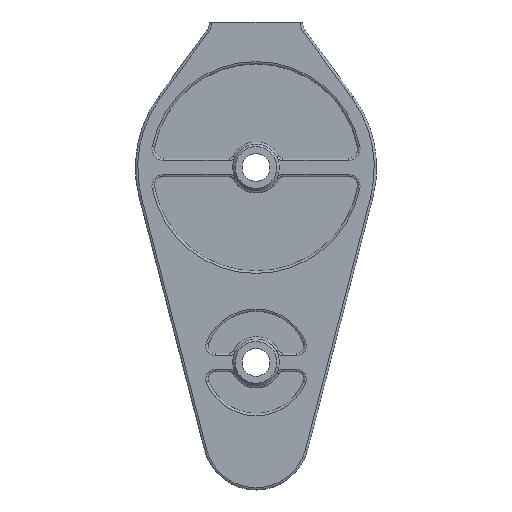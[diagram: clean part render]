
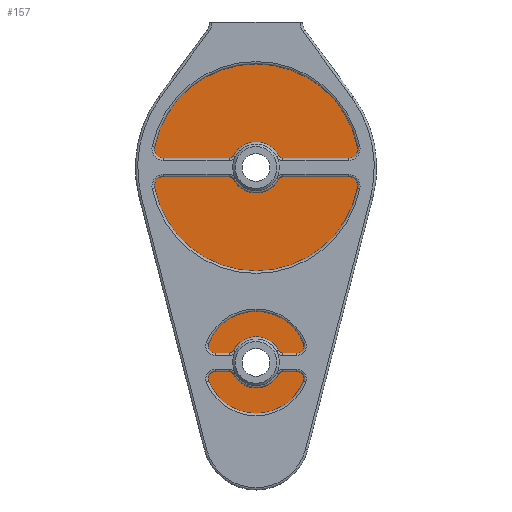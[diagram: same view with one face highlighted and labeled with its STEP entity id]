
A CAD part, front view. The second image highlights one B-rep face of the part: STEP entity #157.
In plain terms, the highlighted planar face has unit normal (0, -1, 0).
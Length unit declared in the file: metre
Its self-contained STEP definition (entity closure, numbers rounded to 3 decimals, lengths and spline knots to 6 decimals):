
#157 = ADVANCED_FACE( '', ( #380, #381, #382, #383 ), #384, .F. );
#380 = FACE_BOUND( '', #674, .T. );
#381 = FACE_BOUND( '', #675, .T. );
#382 = FACE_BOUND( '', #676, .T. );
#383 = FACE_OUTER_BOUND( '', #677, .T. );
#384 = PLANE( '', #678 );
#674 = EDGE_LOOP( '', ( #1123 ) );
#675 = EDGE_LOOP( '', ( #1124 ) );
#676 = EDGE_LOOP( '', ( #1125 ) );
#677 = EDGE_LOOP( '', ( #1126, #1127, #1128, #1129, #1130, #1131, #1132, #1133, #1134, #1135, #1136, #1137 ) );
#678 = AXIS2_PLACEMENT_3D( '', #1138, #1139, #1140 );
#1123 = ORIENTED_EDGE( '', *, *, #1784, .T. );
#1124 = ORIENTED_EDGE( '', *, *, #1785, .T. );
#1125 = ORIENTED_EDGE( '', *, *, #1786, .T. );
#1126 = ORIENTED_EDGE( '', *, *, #1752, .T. );
#1127 = ORIENTED_EDGE( '', *, *, #1756, .T. );
#1128 = ORIENTED_EDGE( '', *, *, #1661, .F. );
#1129 = ORIENTED_EDGE( '', *, *, #1787, .T. );
#1130 = ORIENTED_EDGE( '', *, *, #1788, .F. );
#1131 = ORIENTED_EDGE( '', *, *, #1684, .T. );
#1132 = ORIENTED_EDGE( '', *, *, #1789, .T. );
#1133 = ORIENTED_EDGE( '', *, *, #1790, .T. );
#1134 = ORIENTED_EDGE( '', *, *, #1791, .T. );
#1135 = ORIENTED_EDGE( '', *, *, #1747, .T. );
#1136 = ORIENTED_EDGE( '', *, *, #1792, .T. );
#1137 = ORIENTED_EDGE( '', *, *, #1690, .T. );
#1138 = CARTESIAN_POINT( '', ( 0., 0.00762, -0.049711 ) );
#1139 = DIRECTION( '', ( 0., 1., 0. ) );
#1140 = DIRECTION( '', ( 1., 0., 0. ) );
#1661 = EDGE_CURVE( '', #1981, #1982, #1983, .T. );
#1684 = EDGE_CURVE( '', #2022, #2023, #2024, .T. );
#1690 = EDGE_CURVE( '', #2033, #2034, #2035, .F. );
#1747 = EDGE_CURVE( '', #2132, #2133, #2134, .F. );
#1752 = EDGE_CURVE( '', #2034, #2141, #2142, .F. );
#1756 = EDGE_CURVE( '', #2141, #1982, #2147, .T. );
#1784 = EDGE_CURVE( '', #2186, #2186, #2187, .T. );
#1785 = EDGE_CURVE( '', #2188, #2188, #2189, .T. );
#1786 = EDGE_CURVE( '', #2190, #2190, #2191, .T. );
#1787 = EDGE_CURVE( '', #1981, #2192, #2193, .T. );
#1788 = EDGE_CURVE( '', #2022, #2192, #2194, .T. );
#1789 = EDGE_CURVE( '', #2023, #2195, #2196, .F. );
#1790 = EDGE_CURVE( '', #2195, #2197, #2198, .F. );
#1791 = EDGE_CURVE( '', #2197, #2132, #2199, .F. );
#1792 = EDGE_CURVE( '', #2133, #2033, #2200, .T. );
#1981 = VERTEX_POINT( '', #2432 );
#1982 = VERTEX_POINT( '', #2433 );
#1983 = LINE( '', #2434, #2435 );
#2022 = VERTEX_POINT( '', #2496 );
#2023 = VERTEX_POINT( '', #2497 );
#2024 = CIRCLE( '', #2498, 0.00889 );
#2033 = VERTEX_POINT( '', #2516 );
#2034 = VERTEX_POINT( '', #2517 );
#2035 = CIRCLE( '', #2518, 0.06477 );
#2132 = VERTEX_POINT( '', #2627 );
#2133 = VERTEX_POINT( '', #2628 );
#2134 = CIRCLE( '', #2629, 0.02794 );
#2141 = VERTEX_POINT( '', #2636 );
#2142 = LINE( '', #2637, #2638 );
#2147 = CIRCLE( '', #2644, 0.00889 );
#2186 = VERTEX_POINT( '', #2688 );
#2187 = CIRCLE( '', #2689, 0.00254 );
#2188 = VERTEX_POINT( '', #2690 );
#2189 = CIRCLE( '', #2691, 0.009525 );
#2190 = VERTEX_POINT( '', #2692 );
#2191 = CIRCLE( '', #2693, 0.009525 );
#2192 = VERTEX_POINT( '', #2694 );
#2193 = LINE( '', #2695, #2696 );
#2194 = LINE( '', #2697, #2698 );
#2195 = VERTEX_POINT( '', #2699 );
#2196 = LINE( '', #2700, #2701 );
#2197 = VERTEX_POINT( '', #2702 );
#2198 = CIRCLE( '', #2703, 0.06477 );
#2199 = LINE( '', #2704, #2705 );
#2200 = LINE( '', #2706, #2707 );
#2432 = CARTESIAN_POINT( '', ( 0.0254, 0.00762, 0.074567 ) );
#2433 = CARTESIAN_POINT( '', ( 0.0254, 0.00762, 0.075019 ) );
#2434 = CARTESIAN_POINT( '', ( 0.0254, 0.00762, 0.079647 ) );
#2435 = VECTOR( '', #2960, 1. );
#2496 = CARTESIAN_POINT( '', ( -0.0254, 0.00762, 0.075019 ) );
#2497 = CARTESIAN_POINT( '', ( -0.025846, 0.00762, 0.074347 ) );
#2498 = AXIS2_PLACEMENT_3D( '', #3001, #3002, #3003 );
#2516 = CARTESIAN_POINT( '', ( 0.062713, 0.00762, -0.016193 ) );
#2517 = CARTESIAN_POINT( '', ( 0.052264, 0.00762, 0.038257 ) );
#2518 = AXIS2_PLACEMENT_3D( '', #3013, #3014, #3015 );
#2627 = CARTESIAN_POINT( '', ( -0.027053, 0.00762, -0.154305 ) );
#2628 = CARTESIAN_POINT( '', ( 0.027053, 0.00762, -0.154305 ) );
#2629 = AXIS2_PLACEMENT_3D( '', #3142, #3143, #3144 );
#2636 = CARTESIAN_POINT( '', ( 0.025846, 0.00762, 0.074347 ) );
#2637 = CARTESIAN_POINT( '', ( 0.025846, 0.00762, 0.074347 ) );
#2638 = VECTOR( '', #3154, 1. );
#2644 = AXIS2_PLACEMENT_3D( '', #3159, #3160, #3161 );
#2688 = CARTESIAN_POINT( '', ( 0., 0.00762, -0.16002 ) );
#2689 = AXIS2_PLACEMENT_3D( '', #3206, #3207, #3208 );
#2690 = CARTESIAN_POINT( '', ( 0., 0.00762, 0.009525 ) );
#2691 = AXIS2_PLACEMENT_3D( '', #3209, #3210, #3211 );
#2692 = CARTESIAN_POINT( '', ( 0., 0.00762, -0.097155 ) );
#2693 = AXIS2_PLACEMENT_3D( '', #3212, #3213, #3214 );
#2694 = CARTESIAN_POINT( '', ( -0.0254, 0.00762, 0.074567 ) );
#2695 = CARTESIAN_POINT( '', ( -0.0254, 0.00762, 0.074567 ) );
#2696 = VECTOR( '', #3215, 1. );
#2697 = CARTESIAN_POINT( '', ( -0.0254, 0.00762, -0.049711 ) );
#2698 = VECTOR( '', #3216, 1. );
#2699 = CARTESIAN_POINT( '', ( -0.052264, 0.00762, 0.038257 ) );
#2700 = CARTESIAN_POINT( '', ( -0.052264, 0.00762, 0.038257 ) );
#2701 = VECTOR( '', #3217, 1. );
#2702 = CARTESIAN_POINT( '', ( -0.062713, 0.00762, -0.016193 ) );
#2703 = AXIS2_PLACEMENT_3D( '', #3218, #3219, #3220 );
#2704 = CARTESIAN_POINT( '', ( -0.027053, 0.00762, -0.154305 ) );
#2705 = VECTOR( '', #3221, 1. );
#2706 = CARTESIAN_POINT( '', ( 0.05068, 0.00762, -0.062797 ) );
#2707 = VECTOR( '', #3222, 1. );
#2960 = DIRECTION( '', ( 0., 0., 1. ) );
#3001 = CARTESIAN_POINT( '', ( -0.03302, 0.00762, 0.079598 ) );
#3002 = DIRECTION( '', ( 0., 1., 0. ) );
#3003 = DIRECTION( '', ( 0., 0., 1. ) );
#3013 = CARTESIAN_POINT( '', ( 0., 0.00762, 0. ) );
#3014 = DIRECTION( '', ( 0., 1., 0. ) );
#3015 = DIRECTION( '', ( 0., 0., 1. ) );
#3142 = CARTESIAN_POINT( '', ( 0., 0.00762, -0.14732 ) );
#3143 = DIRECTION( '', ( 0., 1., 0. ) );
#3144 = DIRECTION( '', ( 0., 0., 1. ) );
#3154 = DIRECTION( '', ( 0.591, 0., -0.807 ) );
#3159 = CARTESIAN_POINT( '', ( 0.03302, 0.00762, 0.079598 ) );
#3160 = DIRECTION( '', ( 0., 1., 0. ) );
#3161 = DIRECTION( '', ( 0., 0., 1. ) );
#3206 = CARTESIAN_POINT( '', ( 0., 0.00762, -0.16256 ) );
#3207 = DIRECTION( '', ( 0., 1., 0. ) );
#3208 = DIRECTION( '', ( 0., 0., 1. ) );
#3209 = CARTESIAN_POINT( '', ( 0., 0.00762, 0. ) );
#3210 = DIRECTION( '', ( 0., 1., 0. ) );
#3211 = DIRECTION( '', ( 0., 0., 1. ) );
#3212 = CARTESIAN_POINT( '', ( 0., 0.00762, -0.10668 ) );
#3213 = DIRECTION( '', ( 0., 1., 0. ) );
#3214 = DIRECTION( '', ( 0., 0., 1. ) );
#3215 = DIRECTION( '', ( -1., 0., 0. ) );
#3216 = DIRECTION( '', ( 0., 0., -1. ) );
#3217 = DIRECTION( '', ( 0.591, 0., 0.807 ) );
#3218 = CARTESIAN_POINT( '', ( 0., 0.00762, 0. ) );
#3219 = DIRECTION( '', ( 0., 1., 0. ) );
#3220 = DIRECTION( '', ( 0., 0., 1. ) );
#3221 = DIRECTION( '', ( -0.25, 0., 0.968 ) );
#3222 = DIRECTION( '', ( 0.25, 0., 0.968 ) );
